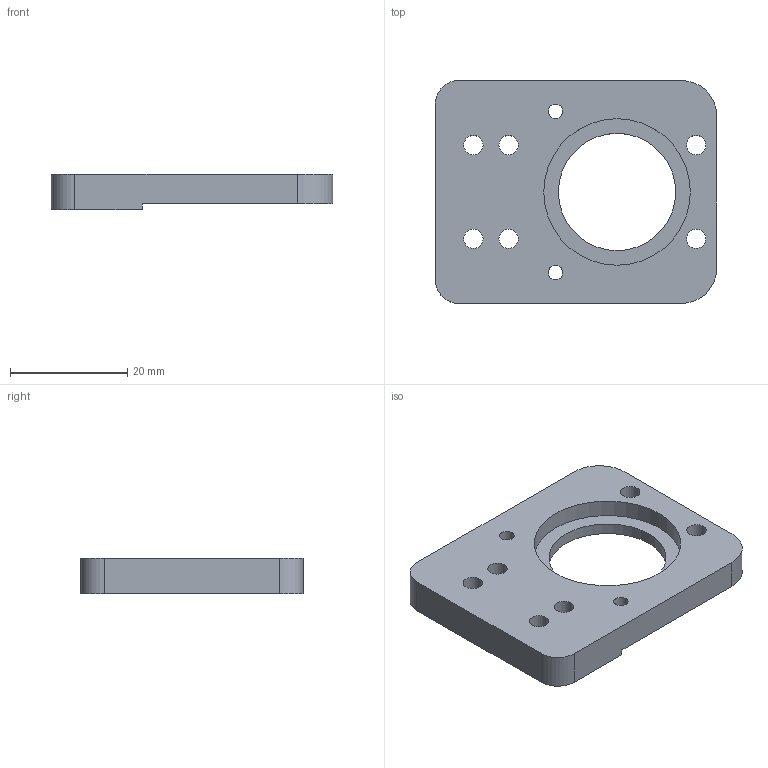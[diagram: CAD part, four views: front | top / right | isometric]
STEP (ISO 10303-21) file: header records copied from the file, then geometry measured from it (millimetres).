
FILE_DESCRIPTION(/* description */ ('DISO X XXX'),/* implementation_level */ '2;1');
FILE_NAME(/* name */ 'SH-G-CS.stp',/* time_stamp */ '2017-09-27T07:00:11+02:00',/* author */ ('lck'),/* organization */ ('di-soric GmbH & Co. KG'),/* preprocessor_version */ 'ST-DEVELOPER v16.13',/* originating_system */ 'Autodesk Inventor 2018',/* authorisation */ '');
FILE_SCHEMA (('AUTOMOTIVE_DESIGN { 1 0 10303 214 3 1 1 }'));
Length unit declared in the file: millimetre
Products named in the file (1): SH-G-CS
Bounding box: 48 x 38 x 6 mm (x, y, z)
Volume: 7151.3 mm3; surface area: 4565.1 mm2
Topology: 1 solids, 1 shells, 23 faces, 69 edges, 49 vertices
Faces by surface type: cylinder 14, plane 9
Full cylindrical faces by diameter (mm): 2.459 x2, 3.3 x6, 20 x1, 25 x1
Entity records: 747 total; most frequent: DIRECTION 126, CARTESIAN_POINT 114, ORIENTED_EDGE 100, EDGE_LOOP 52, AXIS2_PLACEMENT_3D 52, EDGE_CURVE 50, VERTEX_POINT 40, FACE_BOUND 29
